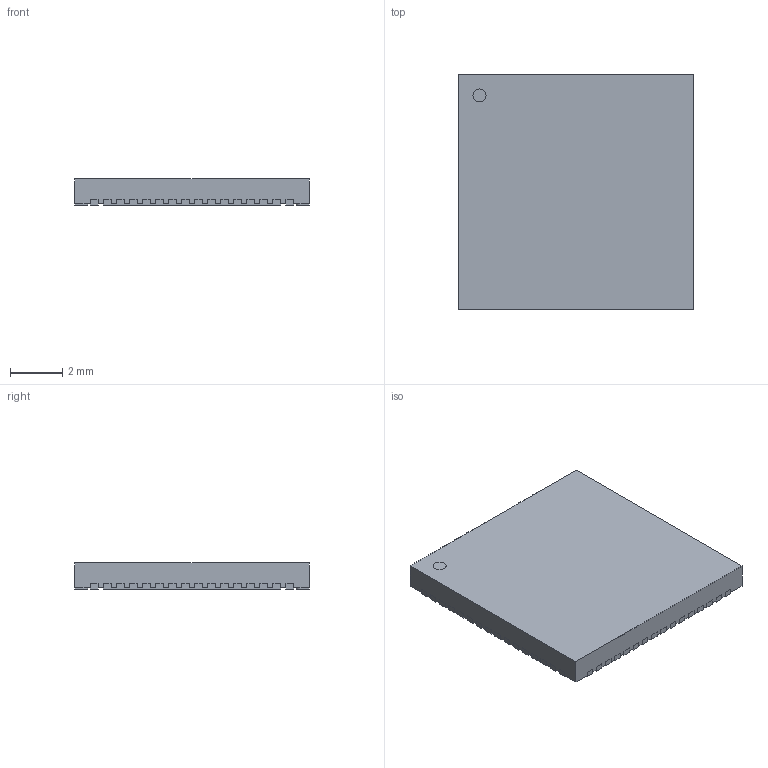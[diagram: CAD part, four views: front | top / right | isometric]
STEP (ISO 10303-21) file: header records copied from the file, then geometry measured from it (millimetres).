
FILE_DESCRIPTION((''),'2;1');
FILE_NAME('QFN50P900X900X100-65N-S635.stp','2009-12-07T14:42:01',(''),(''),'Mechanical Desktop 2006','Mechanical Desktop 2006',', , ');
FILE_SCHEMA(('AUTOMOTIVE_DESIGN { 1 2 10303 214 0 1 1 1 }'));
Length unit declared in the file: millimetre
Products named in the file (1): Product
Bounding box: 9 x 9 x 1 mm (x, y, z)
Volume: 79.4 mm3; surface area: 324 mm2
Topology: 67 solids, 67 shells, 787 faces, 1956 edges, 1305 vertices
Faces by surface type: bspline 384, plane 271, cylinder 132
Entity records: 25054 total; most frequent: CARTESIAN_POINT 6993, ORIENTED_EDGE 3912, DIRECTION 3284, EDGE_CURVE 1956, VECTOR 1436, LINE 1436, VERTEX_POINT 1304, AXIS2_PLACEMENT_3D 924
